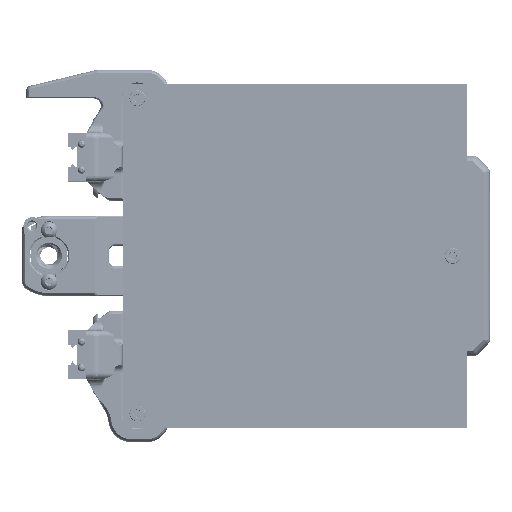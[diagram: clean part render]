
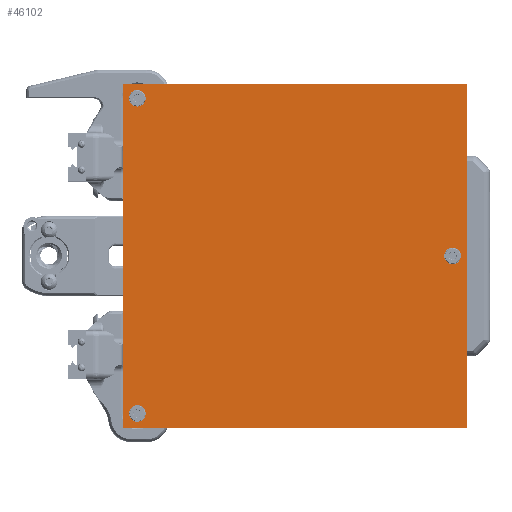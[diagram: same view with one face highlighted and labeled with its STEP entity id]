
A CAD part, top view. The second image highlights one B-rep face of the part: STEP entity #46102.
In plain terms, the highlighted planar face has unit normal (0, 0, 1).
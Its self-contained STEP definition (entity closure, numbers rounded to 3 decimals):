
#707=FACE_BOUND('',#5879,.T.);
#708=FACE_BOUND('',#5880,.T.);
#709=FACE_BOUND('',#5881,.T.);
#1526=PLANE('',#49698);
#3234=FACE_OUTER_BOUND('',#5878,.T.);
#5878=EDGE_LOOP('',(#34848,#34849,#34850,#34851));
#5879=EDGE_LOOP('',(#34852));
#5880=EDGE_LOOP('',(#34853));
#5881=EDGE_LOOP('',(#34854));
#9129=CIRCLE('',#49683,2.9);
#9131=CIRCLE('',#49686,2.9);
#9133=CIRCLE('',#49689,2.9);
#12017=LINE('',#77439,#16120);
#12020=LINE('',#77445,#16123);
#12023=LINE('',#77451,#16126);
#12026=LINE('',#77455,#16129);
#16120=VECTOR('',#57591,1000.);
#16123=VECTOR('',#57596,1000.);
#16126=VECTOR('',#57601,1000.);
#16129=VECTOR('',#57606,1000.);
#20185=VERTEX_POINT('',#77412);
#20187=VERTEX_POINT('',#77418);
#20189=VERTEX_POINT('',#77424);
#20193=VERTEX_POINT('',#77436);
#20194=VERTEX_POINT('',#77438);
#20196=VERTEX_POINT('',#77444);
#20198=VERTEX_POINT('',#77450);
#25436=EDGE_CURVE('',#20185,#20185,#9129,.T.);
#25439=EDGE_CURVE('',#20187,#20187,#9131,.T.);
#25442=EDGE_CURVE('',#20189,#20189,#9133,.T.);
#25447=EDGE_CURVE('',#20194,#20193,#12017,.T.);
#25450=EDGE_CURVE('',#20196,#20194,#12020,.T.);
#25453=EDGE_CURVE('',#20198,#20196,#12023,.T.);
#25456=EDGE_CURVE('',#20193,#20198,#12026,.T.);
#34848=ORIENTED_EDGE('',*,*,#25456,.T.);
#34849=ORIENTED_EDGE('',*,*,#25453,.T.);
#34850=ORIENTED_EDGE('',*,*,#25450,.T.);
#34851=ORIENTED_EDGE('',*,*,#25447,.T.);
#34852=ORIENTED_EDGE('',*,*,#25442,.T.);
#34853=ORIENTED_EDGE('',*,*,#25439,.T.);
#34854=ORIENTED_EDGE('',*,*,#25436,.T.);
#46102=ADVANCED_FACE('',(#3234,#707,#708,#709),#1526,.T.);
#49683=AXIS2_PLACEMENT_3D('',#77413,#57562,#57563);
#49686=AXIS2_PLACEMENT_3D('',#77419,#57569,#57570);
#49689=AXIS2_PLACEMENT_3D('',#77425,#57576,#57577);
#49698=AXIS2_PLACEMENT_3D('',#77456,#57607,#57608);
#57562=DIRECTION('center_axis',(0.,0.,
-1.));
#57563=DIRECTION('ref_axis',(1.,0.,0.));
#57569=DIRECTION('center_axis',(0.,0.,
-1.));
#57570=DIRECTION('ref_axis',(1.,0.,0.));
#57576=DIRECTION('center_axis',(0.,0.,
-1.));
#57577=DIRECTION('ref_axis',(1.,0.,0.));
#57591=DIRECTION('',(-1.,0.,0.));
#57596=DIRECTION('',(0.,1.,0.));
#57601=DIRECTION('',(1.,0.,0.));
#57606=DIRECTION('',(0.,-1.,0.));
#57607=DIRECTION('center_axis',(0.,0.,1.));
#57608=DIRECTION('ref_axis',(1.,0.,0.));
#77412=CARTESIAN_POINT('',(-2.9,105.,6.15));
#77413=CARTESIAN_POINT('Origin',(0.,105.,
6.15));
#77418=CARTESIAN_POINT('',(107.1,50.,6.15));
#77419=CARTESIAN_POINT('Origin',(110.,50.,6.15));
#77424=CARTESIAN_POINT('',(-2.9,-5.,6.15));
#77425=CARTESIAN_POINT('Origin',(0.,-5.,
6.15));
#77436=CARTESIAN_POINT('',(-5.,110.,6.15));
#77438=CARTESIAN_POINT('',(115.,110.,6.15));
#77439=CARTESIAN_POINT('',(80.,110.,6.15));
#77444=CARTESIAN_POINT('',(115.,-10.,6.15));
#77445=CARTESIAN_POINT('',(115.,25.,6.15));
#77450=CARTESIAN_POINT('',(-5.,-10.,6.15));
#77451=CARTESIAN_POINT('',(30.,-10.,6.15));
#77455=CARTESIAN_POINT('',(-5.,75.,6.15));
#77456=CARTESIAN_POINT('Origin',(55.,50.,6.15));
